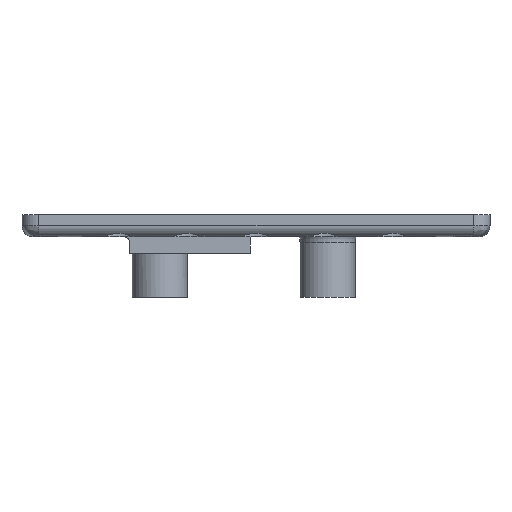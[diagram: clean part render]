
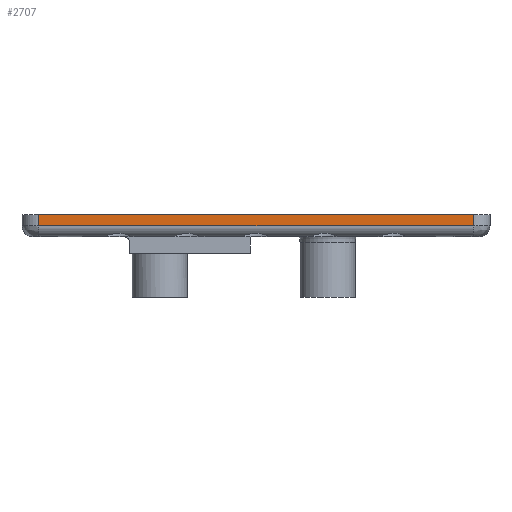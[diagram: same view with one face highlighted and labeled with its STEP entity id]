
A CAD part, left-side view. The second image highlights one B-rep face of the part: STEP entity #2707.
In plain terms, the highlighted planar face has unit normal (-1, 0, 0).
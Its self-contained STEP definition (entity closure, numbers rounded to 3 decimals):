
#134=PLANE('',#2989);
#279=LINE('',#4924,#413);
#285=LINE('',#5038,#419);
#298=LINE('',#5397,#432);
#301=LINE('',#5409,#435);
#413=VECTOR('',#3483,10.);
#419=VECTOR('',#3499,10.);
#432=VECTOR('',#3558,10.);
#435=VECTOR('',#3577,10.);
#629=FACE_OUTER_BOUND('',#811,.T.);
#811=EDGE_LOOP('',(#2266,#2267,#2268,#2269));
#1382=VERTEX_POINT('',#4915);
#1385=VERTEX_POINT('',#4922);
#1391=VERTEX_POINT('',#5037);
#1410=VERTEX_POINT('',#5393);
#1691=EDGE_CURVE('',#1385,#1382,#279,.T.);
#1706=EDGE_CURVE('',#1382,#1391,#285,.T.);
#1755=EDGE_CURVE('',#1391,#1410,#298,.T.);
#1761=EDGE_CURVE('',#1410,#1385,#301,.T.);
#2266=ORIENTED_EDGE('',*,*,#1691,.F.);
#2267=ORIENTED_EDGE('',*,*,#1761,.F.);
#2268=ORIENTED_EDGE('',*,*,#1755,.F.);
#2269=ORIENTED_EDGE('',*,*,#1706,.F.);
#2707=ADVANCED_FACE('',(#629),#134,.T.);
#2989=AXIS2_PLACEMENT_3D('',#5408,#3575,#3576);
#3483=DIRECTION('',(0.,0.,-1.));
#3499=DIRECTION('',(0.,1.,0.));
#3558=DIRECTION('',(0.,0.,1.));
#3575=DIRECTION('center_axis',(-1.,0.,0.));
#3576=DIRECTION('ref_axis',(0.,-1.,0.));
#3577=DIRECTION('',(0.,-1.,0.));
#4915=CARTESIAN_POINT('',(-50.,-39.5,0.));
#4922=CARTESIAN_POINT('',(-50.,-39.5,2.));
#4924=CARTESIAN_POINT('',(-50.,-39.5,0.));
#5037=CARTESIAN_POINT('',(-50.,39.5,0.));
#5038=CARTESIAN_POINT('',(-50.,21.25,0.));
#5393=CARTESIAN_POINT('',(-50.,39.5,2.));
#5397=CARTESIAN_POINT('',(-50.,39.5,0.));
#5408=CARTESIAN_POINT('Origin',(-50.,42.5,0.));
#5409=CARTESIAN_POINT('',(-50.,-42.5,2.));
